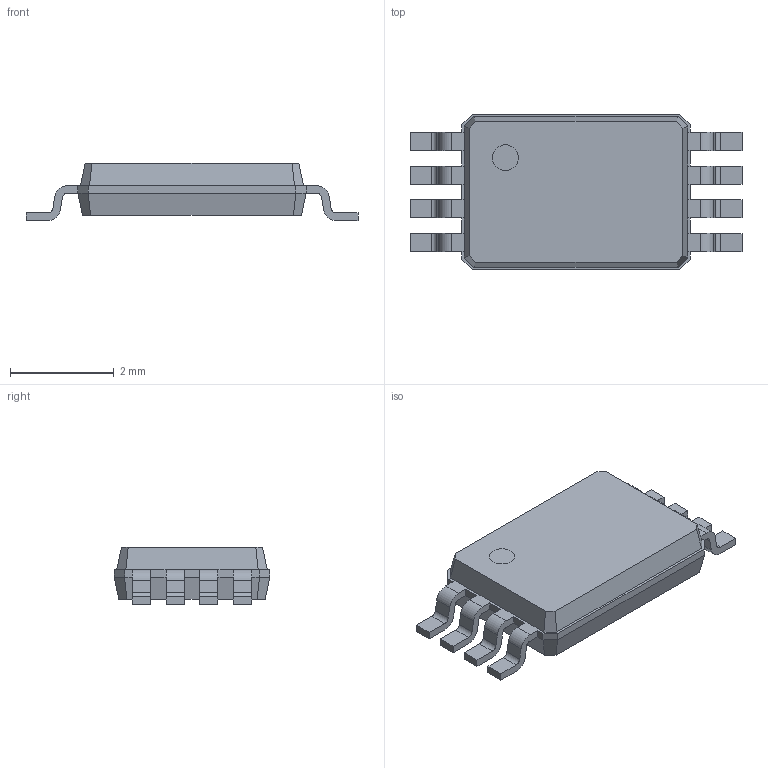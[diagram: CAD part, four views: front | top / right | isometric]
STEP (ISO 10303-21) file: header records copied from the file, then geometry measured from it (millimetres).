
FILE_DESCRIPTION(/* description */ ('model of TSSOP-8_4.4x3mm_P0.65mm'),/* implementation_level */ '2;1');
FILE_NAME(/* name */ 'TSSOP-8_4.4x3mm_P0.65mm.step',/* time_stamp */ '1970-01-01T00:00:00',/* author */ ('KiCAD','kicad'),/* organization */ ('OCCT'),/* preprocessor_version */ '',/* originating_system */ 'KiCAD',/* authorisation */ '');
FILE_SCHEMA(('AUTOMOTIVE_DESIGN { 1 0 10303 214 1 1 1 1 }'));
Length unit declared in the file: millimetre
Products named in the file (1): TSSOP-8_4.4x3mm_P0.65mm
Bounding box: 6.4 x 3 x 1.1 mm (x, y, z)
Volume: 12.8 mm3; surface area: 48.7 mm2
Topology: 1 solids, 1 shells, 147 faces, 393 edges, 249 vertices
Faces by surface type: plane 99, cylinder 32, bspline 16
Entity records: 2981 total; most frequent: ORIENTED_EDGE 681, EDGE_CURVE 393, CARTESIAN_POINT 332, VERTEX_POINT 249, LINE 248, AXIS2_PLACEMENT_3D 174, FACE_BOUND 148, ADVANCED_FACE 147
